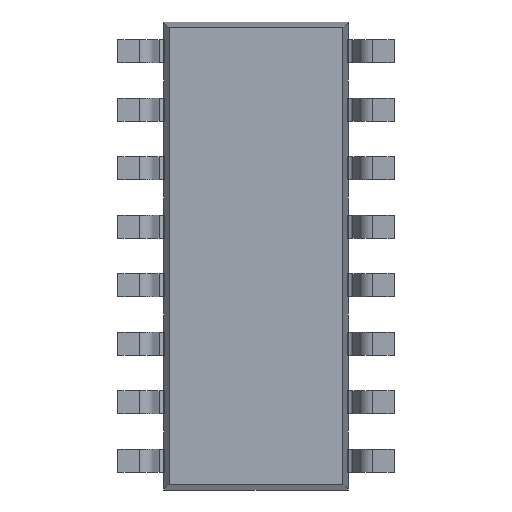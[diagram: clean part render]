
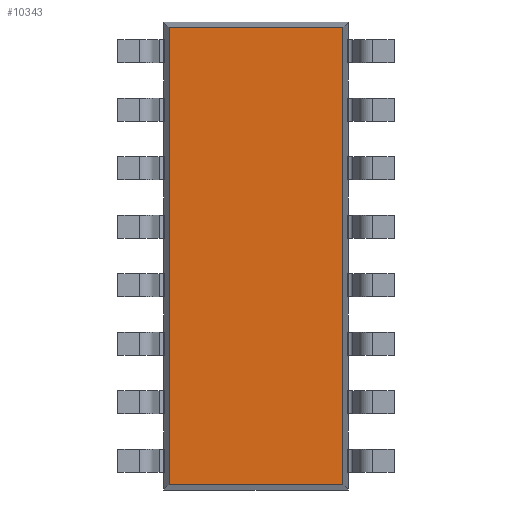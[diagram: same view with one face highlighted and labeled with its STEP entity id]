
A CAD part, front view. The second image highlights one B-rep face of the part: STEP entity #10343.
In plain terms, the highlighted planar face has unit normal (0, -1, 0).
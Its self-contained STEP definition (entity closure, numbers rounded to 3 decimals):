
#1064 = EDGE_CURVE ( 'NONE', #9995, #9805, #4082, .T. ) ;
#4079 = DIRECTION ( 'NONE',  ( -1., 0., 0. ) ) ;
#4080 = VECTOR ( 'NONE', #4079, 1000. ) ;
#4081 = CARTESIAN_POINT ( 'NONE',  ( -2., 0.1, -4.968 ) ) ;
#4082 = LINE ( 'NONE', #4081, #4080 ) ;
#7110 = CARTESIAN_POINT ( 'NONE',  ( -1.888, 0.1, 4.968 ) ) ;
#7111 = CARTESIAN_POINT ( 'NONE',  ( -1.888, 0.1, -4.968 ) ) ;
#7632 = CARTESIAN_POINT ( 'NONE',  ( 1.888, 0.1, 4.968 ) ) ;
#7637 = CARTESIAN_POINT ( 'NONE',  ( 1.888, 0.1, -4.968 ) ) ;
#7638 = DIRECTION ( 'NONE',  ( 0., 0., -1. ) ) ;
#7639 = VECTOR ( 'NONE', #7638, 1000. ) ;
#7640 = CARTESIAN_POINT ( 'NONE',  ( 1.888, 0.1, -5.08 ) ) ;
#7641 = LINE ( 'NONE', #7640, #7639 ) ;
#8491 = FACE_OUTER_BOUND ( 'NONE', #10322, .T. ) ;
#8492 = AXIS2_PLACEMENT_3D ( 'NONE', #8548, #8547, #8546 ) ;
#8493 = PLANE ( 'NONE',  #8492 ) ;
#8494 = DIRECTION ( 'NONE',  ( 1., 0., 0. ) ) ;
#8495 = VECTOR ( 'NONE', #8494, 1000. ) ;
#8496 = CARTESIAN_POINT ( 'NONE',  ( -2., 0.1, 4.968 ) ) ;
#8497 = LINE ( 'NONE', #8496, #8495 ) ;
#8546 = DIRECTION ( 'NONE',  ( 0., 0., 1. ) ) ;
#8547 = DIRECTION ( 'NONE',  ( 0., 1., 0. ) ) ;
#8548 = CARTESIAN_POINT ( 'NONE',  ( -2., 0.1, -5.08 ) ) ;
#8888 = DIRECTION ( 'NONE',  ( 0., 0., 1. ) ) ;
#8889 = VECTOR ( 'NONE', #8888, 1000. ) ;
#8890 = CARTESIAN_POINT ( 'NONE',  ( -1.888, 0.1, -5.08 ) ) ;
#8891 = LINE ( 'NONE', #8890, #8889 ) ;
#9805 = VERTEX_POINT ( 'NONE', #7111 ) ;
#9808 = VERTEX_POINT ( 'NONE', #7110 ) ;
#9994 = EDGE_CURVE ( 'NONE', #9998, #9995, #7641, .T. ) ;
#9995 = VERTEX_POINT ( 'NONE', #7637 ) ;
#9998 = VERTEX_POINT ( 'NONE', #7632 ) ;
#10316 = ORIENTED_EDGE ( 'NONE', *, *, #1064, .F. ) ;
#10317 = ORIENTED_EDGE ( 'NONE', *, *, #9994, .F. ) ;
#10322 = EDGE_LOOP ( 'NONE', ( #10323, #10316, #10317, #10324 ) ) ;
#10323 = ORIENTED_EDGE ( 'NONE', *, *, #10521, .F. ) ;
#10324 = ORIENTED_EDGE ( 'NONE', *, *, #10341, .F. ) ;
#10341 = EDGE_CURVE ( 'NONE', #9808, #9998, #8497, .T. ) ;
#10343 = ADVANCED_FACE ( 'NONE', ( #8491 ), #8493, .F. ) ;
#10521 = EDGE_CURVE ( 'NONE', #9805, #9808, #8891, .T. ) ;
